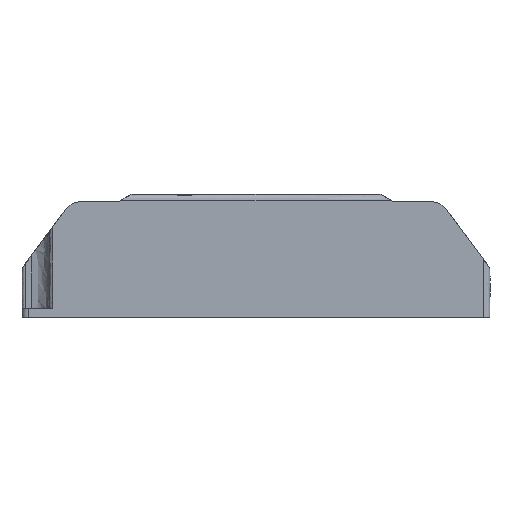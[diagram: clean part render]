
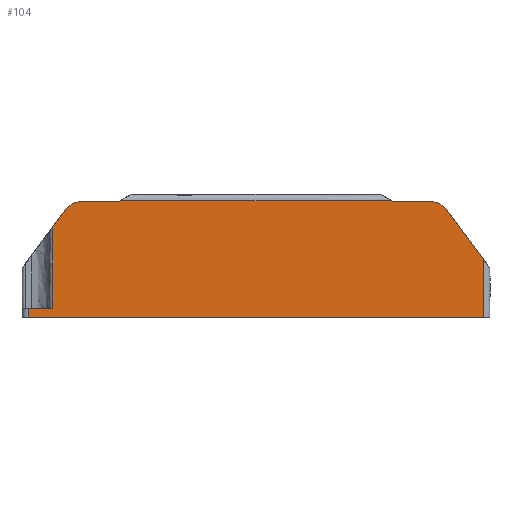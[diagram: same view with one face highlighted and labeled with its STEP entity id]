
A CAD part, front view. The second image highlights one B-rep face of the part: STEP entity #104.
In plain terms, the highlighted planar face has unit normal (0, -1, 0).
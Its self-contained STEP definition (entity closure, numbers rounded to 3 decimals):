
#104=ADVANCED_FACE('',(#341),#3957,.T.);
#341=FACE_OUTER_BOUND('',#580,.T.);
#580=EDGE_LOOP('',(#1202,#1203,#1204,#1205,#1206,#1207,#1208,#1209,#1210,
#1211,#1212,#1213,#1214,#1215,#1216,#1217));
#1202=ORIENTED_EDGE('',*,*,#2337,.T.);
#1203=ORIENTED_EDGE('',*,*,#2330,.T.);
#1204=ORIENTED_EDGE('',*,*,#2422,.T.);
#1205=ORIENTED_EDGE('',*,*,#2418,.T.);
#1206=ORIENTED_EDGE('',*,*,#2331,.T.);
#1207=ORIENTED_EDGE('',*,*,#2426,.T.);
#1208=ORIENTED_EDGE('',*,*,#2437,.T.);
#1209=ORIENTED_EDGE('',*,*,#2332,.T.);
#1210=ORIENTED_EDGE('',*,*,#2305,.F.);
#1211=ORIENTED_EDGE('',*,*,#2327,.F.);
#1212=ORIENTED_EDGE('',*,*,#2329,.F.);
#1213=ORIENTED_EDGE('',*,*,#2333,.T.);
#1214=ORIENTED_EDGE('',*,*,#2374,.T.);
#1215=ORIENTED_EDGE('',*,*,#2547,.T.);
#1216=ORIENTED_EDGE('',*,*,#2334,.T.);
#1217=ORIENTED_EDGE('',*,*,#2397,.T.);
#2305=EDGE_CURVE('',#3573,#3574,#3057,.T.);
#2327=EDGE_CURVE('',#3597,#3573,#3078,.T.);
#2329=EDGE_CURVE('',#3598,#3597,#3079,.T.);
#2330=EDGE_CURVE('',#3600,#3601,#3080,.T.);
#2331=EDGE_CURVE('',#3603,#3604,#3081,.T.);
#2332=EDGE_CURVE('',#3606,#3574,#3082,.T.);
#2333=EDGE_CURVE('',#3598,#3607,#3083,.T.);
#2334=EDGE_CURVE('',#3609,#3610,#3084,.T.);
#2337=EDGE_CURVE('',#3599,#3600,#3087,.T.);
#2374=EDGE_CURVE('',#3607,#3608,#3122,.T.);
#2397=EDGE_CURVE('',#3610,#3599,#2778,.T.);
#2418=EDGE_CURVE('',#3602,#3603,#2783,.T.);
#2422=EDGE_CURVE('',#3601,#3602,#3161,.T.);
#2426=EDGE_CURVE('',#3604,#3605,#2786,.T.);
#2437=EDGE_CURVE('',#3605,#3606,#3173,.T.);
#2547=EDGE_CURVE('',#3608,#3609,#2825,.T.);
#2778=(
BOUNDED_CURVE()
B_SPLINE_CURVE(2,(#7330,#7331,#7332),.UNSPECIFIED.,.F.,.F.)
B_SPLINE_CURVE_WITH_KNOTS((3,3),(-0.554,0.),.UNSPECIFIED.)
CURVE()
GEOMETRIC_REPRESENTATION_ITEM()
RATIONAL_B_SPLINE_CURVE((1.,0.964,1.))
REPRESENTATION_ITEM('')
);
#2783=(
BOUNDED_CURVE()
B_SPLINE_CURVE(2,(#7389,#7390,#7391),.UNSPECIFIED.,.F.,.F.)
B_SPLINE_CURVE_WITH_KNOTS((3,3),(-0.554,0.),.UNSPECIFIED.)
CURVE()
GEOMETRIC_REPRESENTATION_ITEM()
RATIONAL_B_SPLINE_CURVE((1.,0.964,1.))
REPRESENTATION_ITEM('')
);
#2786=(
BOUNDED_CURVE()
B_SPLINE_CURVE(2,(#7414,#7415,#7416),.UNSPECIFIED.,.F.,.F.)
B_SPLINE_CURVE_WITH_KNOTS((3,3),(-3.022,0.),.UNSPECIFIED.)
CURVE()
GEOMETRIC_REPRESENTATION_ITEM()
RATIONAL_B_SPLINE_CURVE((1.,0.893,1.))
REPRESENTATION_ITEM('')
);
#2825=(
BOUNDED_CURVE()
B_SPLINE_CURVE(2,(#7763,#7764,#7765),.UNSPECIFIED.,.F.,.F.)
B_SPLINE_CURVE_WITH_KNOTS((3,3),(-3.022,0.),.UNSPECIFIED.)
CURVE()
GEOMETRIC_REPRESENTATION_ITEM()
RATIONAL_B_SPLINE_CURVE((1.,0.893,1.))
REPRESENTATION_ITEM('')
);
#3057=B_SPLINE_CURVE_WITH_KNOTS('',1,(#7100,#7101),.UNSPECIFIED.,.F.,.F.,
(2,2),(0.,4.),.UNSPECIFIED.);
#3078=B_SPLINE_CURVE_WITH_KNOTS('',1,(#7148,#7149),.UNSPECIFIED.,.F.,.F.,
(2,2),(0.,1.5),.UNSPECIFIED.);
#3079=B_SPLINE_CURVE_WITH_KNOTS('',1,(#7153,#7154),.UNSPECIFIED.,.F.,.F.,
(2,2),(0.,74.),.UNSPECIFIED.);
#3080=B_SPLINE_CURVE_WITH_KNOTS('',1,(#7155,#7156),.UNSPECIFIED.,.F.,.F.,
(2,2),(0.,43.933),.UNSPECIFIED.);
#3081=B_SPLINE_CURVE_WITH_KNOTS('',1,(#7157,#7158),.UNSPECIFIED.,.F.,.F.,
(2,2),(0.,5.912),.UNSPECIFIED.);
#3082=B_SPLINE_CURVE_WITH_KNOTS('',1,(#7159,#7160),.UNSPECIFIED.,.F.,.F.,
(2,2),(0.,13.25),.UNSPECIFIED.);
#3083=B_SPLINE_CURVE_WITH_KNOTS('',1,(#7161,#7162),.UNSPECIFIED.,.F.,.F.,
(2,2),(0.,9.35),.UNSPECIFIED.);
#3084=B_SPLINE_CURVE_WITH_KNOTS('',1,(#7163,#7164),.UNSPECIFIED.,.F.,.F.,
(2,2),(0.,5.912),.UNSPECIFIED.);
#3087=B_SPLINE_CURVE_WITH_KNOTS('',1,(#7175,#7176),.UNSPECIFIED.,.F.,.F.,
(2,2),(-0.112,0.),.UNSPECIFIED.);
#3122=B_SPLINE_CURVE_WITH_KNOTS('',1,(#7251,#7252),.UNSPECIFIED.,.F.,.F.,
(2,2),(-10.249,0.),.UNSPECIFIED.);
#3161=B_SPLINE_CURVE_WITH_KNOTS('',1,(#7399,#7400),.UNSPECIFIED.,.F.,.F.,
(2,2),(-0.112,0.),.UNSPECIFIED.);
#3173=B_SPLINE_CURVE_WITH_KNOTS('',1,(#7459,#7460),.UNSPECIFIED.,.F.,.F.,
(2,2),(-3.529,0.),.UNSPECIFIED.);
#3573=VERTEX_POINT('',#6773);
#3574=VERTEX_POINT('',#6774);
#3597=VERTEX_POINT('',#6797);
#3598=VERTEX_POINT('',#6798);
#3599=VERTEX_POINT('',#6799);
#3600=VERTEX_POINT('',#6800);
#3601=VERTEX_POINT('',#6801);
#3602=VERTEX_POINT('',#6802);
#3603=VERTEX_POINT('',#6803);
#3604=VERTEX_POINT('',#6804);
#3605=VERTEX_POINT('',#6805);
#3606=VERTEX_POINT('',#6806);
#3607=VERTEX_POINT('',#6807);
#3608=VERTEX_POINT('',#6808);
#3609=VERTEX_POINT('',#6809);
#3610=VERTEX_POINT('',#6810);
#3957=PLANE('',#4126);
#4126=AXIS2_PLACEMENT_3D('',#5842,#4278,$);
#4278=DIRECTION('',(0.,-1.,0.));
#5842=CARTESIAN_POINT('',(-44.504,-1.,11.004));
#6773=CARTESIAN_POINT('',(-37.,-1.,-8.5));
#6774=CARTESIAN_POINT('',(-33.,-1.,-8.5));
#6797=CARTESIAN_POINT('',(-37.,-1.,-10.));
#6798=CARTESIAN_POINT('',(37.,-1.,-10.));
#6799=CARTESIAN_POINT('',(22.062,-1.,8.943));
#6800=CARTESIAN_POINT('',(21.967,-1.,9.));
#6801=CARTESIAN_POINT('',(-21.967,-1.,9.));
#6802=CARTESIAN_POINT('',(-22.062,-1.,8.943));
#6803=CARTESIAN_POINT('',(-22.577,-1.,8.8));
#6804=CARTESIAN_POINT('',(-28.489,-1.,8.8));
#6805=CARTESIAN_POINT('',(-30.899,-1.,7.586));
#6806=CARTESIAN_POINT('',(-33.,-1.,4.75));
#6807=CARTESIAN_POINT('',(37.,-1.,-0.65));
#6808=CARTESIAN_POINT('',(30.899,-1.,7.586));
#6809=CARTESIAN_POINT('',(28.489,-1.,8.8));
#6810=CARTESIAN_POINT('',(22.577,-1.,8.8));
#7100=CARTESIAN_POINT('',(-37.,-1.,-8.5));
#7101=CARTESIAN_POINT('',(-33.,-1.,-8.5));
#7148=CARTESIAN_POINT('',(-37.,-1.,-10.));
#7149=CARTESIAN_POINT('',(-37.,-1.,-8.5));
#7153=CARTESIAN_POINT('',(37.,-1.,-10.));
#7154=CARTESIAN_POINT('',(-37.,-1.,-10.));
#7155=CARTESIAN_POINT('',(21.967,-1.,9.));
#7156=CARTESIAN_POINT('',(-21.967,-1.,9.));
#7157=CARTESIAN_POINT('',(-22.577,-1.,8.8));
#7158=CARTESIAN_POINT('',(-28.489,-1.,8.8));
#7159=CARTESIAN_POINT('',(-33.,-1.,4.75));
#7160=CARTESIAN_POINT('',(-33.,-1.,-8.5));
#7161=CARTESIAN_POINT('',(37.,-1.,-10.));
#7162=CARTESIAN_POINT('',(37.,-1.,-0.65));
#7163=CARTESIAN_POINT('',(28.489,-1.,8.8));
#7164=CARTESIAN_POINT('',(22.577,-1.,8.8));
#7175=CARTESIAN_POINT('',(22.062,-1.,8.943));
#7176=CARTESIAN_POINT('',(21.967,-1.,9.));
#7251=CARTESIAN_POINT('',(37.,-1.,-0.65));
#7252=CARTESIAN_POINT('',(30.899,-1.,7.586));
#7330=CARTESIAN_POINT('',(22.577,-1.,8.8));
#7331=CARTESIAN_POINT('',(22.3,-1.,8.8));
#7332=CARTESIAN_POINT('',(22.062,-1.,8.943));
#7389=CARTESIAN_POINT('',(-22.062,-1.,8.943));
#7390=CARTESIAN_POINT('',(-22.3,-1.,8.8));
#7391=CARTESIAN_POINT('',(-22.577,-1.,8.8));
#7399=CARTESIAN_POINT('',(-21.967,-1.,9.));
#7400=CARTESIAN_POINT('',(-22.062,-1.,8.943));
#7414=CARTESIAN_POINT('',(-28.489,-1.,8.8));
#7415=CARTESIAN_POINT('',(-30.,-1.,8.8));
#7416=CARTESIAN_POINT('',(-30.899,-1.,7.586));
#7459=CARTESIAN_POINT('',(-30.899,-1.,7.586));
#7460=CARTESIAN_POINT('',(-33.,-1.,4.75));
#7763=CARTESIAN_POINT('',(30.899,-1.,7.586));
#7764=CARTESIAN_POINT('',(30.,-1.,8.8));
#7765=CARTESIAN_POINT('',(28.489,-1.,8.8));
